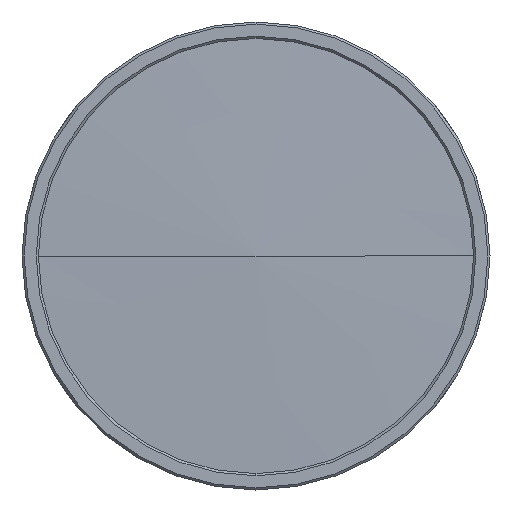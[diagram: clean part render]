
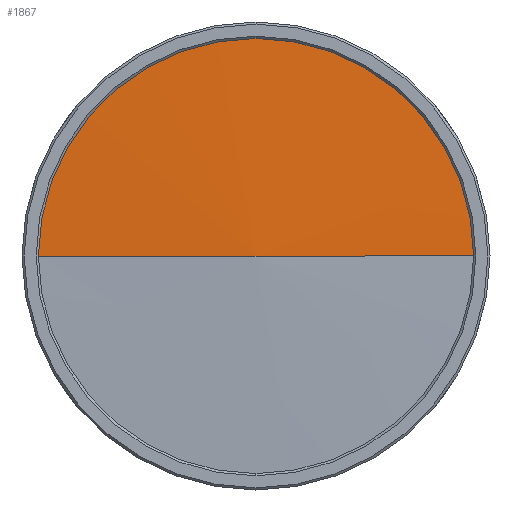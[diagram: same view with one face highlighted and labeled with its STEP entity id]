
A CAD part, left-side view. The second image highlights one B-rep face of the part: STEP entity #1867.
In plain terms, the highlighted conical face has half-angle 88.238 degrees and reference radius 32509.3 mm.
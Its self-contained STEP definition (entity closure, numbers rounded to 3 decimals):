
#183 = LINE ( 'NONE', #2921, #3537 ) ;
#246 = DIRECTION ( 'NONE',  ( 0.031, 1., 0. ) ) ;
#346 = DIRECTION ( 'NONE',  ( 1., 0., 0. ) ) ;
#390 = CARTESIAN_POINT ( 'NONE',  ( 1.875, 0., 0. ) ) ;
#537 = EDGE_LOOP ( 'NONE', ( #2700, #4235, #1693, #613 ) ) ;
#613 = ORIENTED_EDGE ( 'NONE', *, *, #3585, .F. ) ;
#825 = CARTESIAN_POINT ( 'NONE',  ( 0.96, 0., 0. ) ) ;
#985 = DIRECTION ( 'NONE',  ( 0.031, -1., 0. ) ) ;
#997 = FACE_OUTER_BOUND ( 'NONE', #537, .T. ) ;
#1209 = VERTEX_POINT ( 'NONE', #2838 ) ;
#1339 = CARTESIAN_POINT ( 'NONE',  ( 1.875, 29.75, 0. ) ) ;
#1463 = CONICAL_SURFACE ( 'NONE', #3407, 32509.303, 1.54 ) ;
#1693 = ORIENTED_EDGE ( 'NONE', *, *, #2936, .F. ) ;
#1694 = EDGE_CURVE ( 'NONE', #1209, #4122, #183, .T. ) ;
#1695 = DIRECTION ( 'NONE',  ( 0., 0., -1. ) ) ;
#1731 = VERTEX_POINT ( 'NONE', #3256 ) ;
#1811 = AXIS2_PLACEMENT_3D ( 'NONE', #390, #346, #1695 ) ;
#1867 = ADVANCED_FACE ( 'NONE', ( #997 ), #1463, .T. ) ;
#1908 = CIRCLE ( 'NONE', #2512, 29.75 ) ;
#1923 = EDGE_CURVE ( 'NONE', #1209, #2601, #2521, .T. ) ;
#2512 = AXIS2_PLACEMENT_3D ( 'NONE', #4071, #2756, #3510 ) ;
#2521 = LINE ( 'NONE', #825, #3124 ) ;
#2601 = VERTEX_POINT ( 'NONE', #1339 ) ;
#2700 = ORIENTED_EDGE ( 'NONE', *, *, #1923, .F. ) ;
#2756 = DIRECTION ( 'NONE',  ( 1., 0., 0. ) ) ;
#2838 = CARTESIAN_POINT ( 'NONE',  ( 0.96, 0., 0. ) ) ;
#2881 = CIRCLE ( 'NONE', #1811, 29.75 ) ;
#2921 = CARTESIAN_POINT ( 'NONE',  ( 0.96, 0., 0. ) ) ;
#2936 = EDGE_CURVE ( 'NONE', #1731, #4122, #2881, .T. ) ;
#3011 = DIRECTION ( 'NONE',  ( 0., 1., 0. ) ) ;
#3124 = VECTOR ( 'NONE', #246, 1000. ) ;
#3256 = CARTESIAN_POINT ( 'NONE',  ( 1.875, 0., 29.75 ) ) ;
#3407 = AXIS2_PLACEMENT_3D ( 'NONE', #4013, #3700, #3011 ) ;
#3510 = DIRECTION ( 'NONE',  ( 0., 0., -1. ) ) ;
#3537 = VECTOR ( 'NONE', #985, 1000. ) ;
#3585 = EDGE_CURVE ( 'NONE', #2601, #1731, #1908, .T. ) ;
#3700 = DIRECTION ( 'NONE',  ( 1., 0., 0. ) ) ;
#3843 = CARTESIAN_POINT ( 'NONE',  ( 1.875, -29.75, 0. ) ) ;
#4013 = CARTESIAN_POINT ( 'NONE',  ( 1000.96, 0., 0. ) ) ;
#4071 = CARTESIAN_POINT ( 'NONE',  ( 1.875, 0., 0. ) ) ;
#4122 = VERTEX_POINT ( 'NONE', #3843 ) ;
#4235 = ORIENTED_EDGE ( 'NONE', *, *, #1694, .T. ) ;
